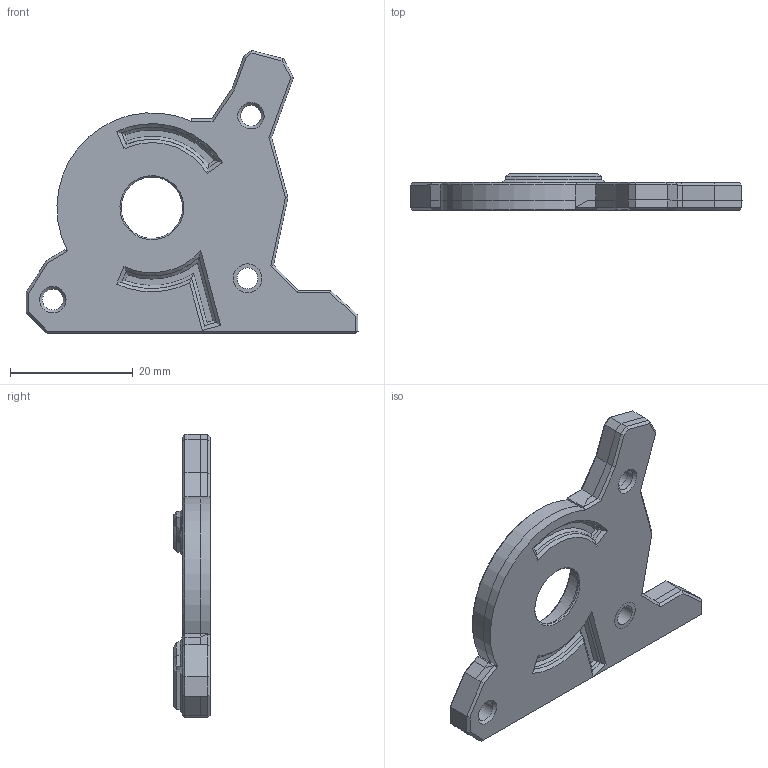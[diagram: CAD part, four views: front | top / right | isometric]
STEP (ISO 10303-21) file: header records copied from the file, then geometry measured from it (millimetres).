
FILE_DESCRIPTION(/* description */ ('','CAx-IF Rec.Pracs.---Representation and Presentation of Product Manufacturing Information (PMI)---4.0---2014-10-13'),/* implementation_level */ '2;1');
FILE_NAME(/* name */ 'WWG2_spacer_for_XOLCPAP.step',/* time_stamp */ '2025-01-23T19:16:48+02:00',/* author */ (''),/* organization */ (''),/* preprocessor_version */ 'ST-DEVELOPER v20',/* originating_system */ 'Autodesk Translation Framework v13.20.0.188',/* authorisation */ '');
FILE_SCHEMA (('AP242_MANAGED_MODEL_BASED_3D_ENGINEERING_MIM_LF { 1 0 10303 442 1 1 4 }'));
Length unit declared in the file: millimetre
Products named in the file (1): WWG2_spacer_for_XOLCPAP
Bounding box: 54.06 x 5.9 x 46.09 mm (x, y, z)
Volume: 5705.6 mm3; surface area: 3921.7 mm2
Topology: 1 solids, 1 shells, 167 faces, 395 edges, 237 vertices
Faces by surface type: plane 122, cone 28, cylinder 9, bspline 8
Full cylindrical faces by diameter (mm): 3.4 x4, 10 x1, 14.2 x2
Entity records: 5020 total; most frequent: CARTESIAN_POINT 1294, ORIENTED_EDGE 790, DIRECTION 712, EDGE_CURVE 395, LINE 268, VECTOR 268, VERTEX_POINT 237, AXIS2_PLACEMENT_3D 222
